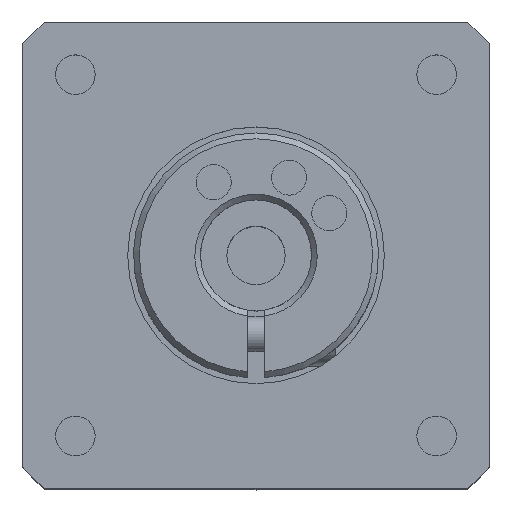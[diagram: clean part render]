
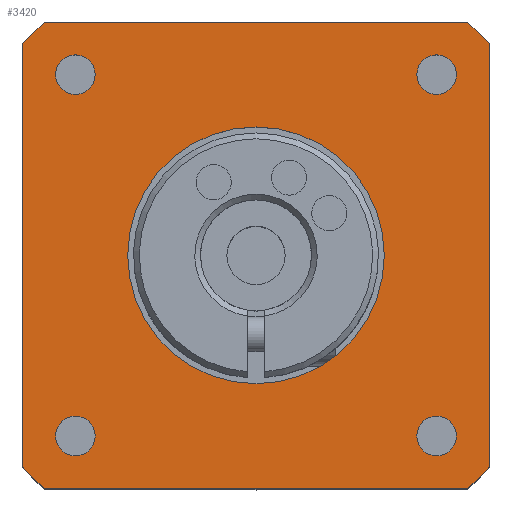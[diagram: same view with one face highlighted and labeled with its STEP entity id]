
A CAD part, top view. The second image highlights one B-rep face of the part: STEP entity #3420.
In plain terms, the highlighted planar face has unit normal (0, 0, 1).
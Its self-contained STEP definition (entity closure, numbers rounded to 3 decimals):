
#439=CARTESIAN_POINT('',(-13.786,15.486,27.5));
#440=VERTEX_POINT('',#439);
#441=CARTESIAN_POINT('',(-15.486,15.486,27.5));
#442=DIRECTION('',(0.0,0.0,-1.0));
#443=DIRECTION('',(1.0,0.0,0.0));
#444=AXIS2_PLACEMENT_3D('',#441,#442,#443);
#445=CIRCLE('',#444,1.7);
#446=EDGE_CURVE('',#440,#440,#445,.T.);
#456=CARTESIAN_POINT('',(11.0,0.0,27.5));
#457=VERTEX_POINT('',#456);
#458=CARTESIAN_POINT('',(0.0,0.0,27.5));
#459=DIRECTION('',(0.0,0.0,1.0));
#460=DIRECTION('',(1.0,0.0,0.0));
#461=AXIS2_PLACEMENT_3D('',#458,#459,#460);
#462=CIRCLE('',#461,11.0);
#463=EDGE_CURVE('',#457,#457,#462,.T.);
#495=CARTESIAN_POINT('',(-13.786,-15.486,27.5));
#496=VERTEX_POINT('',#495);
#497=CARTESIAN_POINT('',(-15.486,-15.486,27.5));
#498=DIRECTION('',(0.0,0.0,-1.0));
#499=DIRECTION('',(1.0,0.0,0.0));
#500=AXIS2_PLACEMENT_3D('',#497,#498,#499);
#501=CIRCLE('',#500,1.7);
#502=EDGE_CURVE('',#496,#496,#501,.T.);
#523=CARTESIAN_POINT('',(17.186,-15.486,27.5));
#524=VERTEX_POINT('',#523);
#525=CARTESIAN_POINT('',(15.486,-15.486,27.5));
#526=DIRECTION('',(0.0,0.0,-1.0));
#527=DIRECTION('',(1.0,0.0,0.0));
#528=AXIS2_PLACEMENT_3D('',#525,#526,#527);
#529=CIRCLE('',#528,1.7);
#530=EDGE_CURVE('',#524,#524,#529,.T.);
#551=CARTESIAN_POINT('',(17.186,15.486,27.5));
#552=VERTEX_POINT('',#551);
#553=CARTESIAN_POINT('',(15.486,15.486,27.5));
#554=DIRECTION('',(0.0,0.0,-1.0));
#555=DIRECTION('',(1.0,0.0,0.0));
#556=AXIS2_PLACEMENT_3D('',#553,#554,#555);
#557=CIRCLE('',#556,1.7);
#558=EDGE_CURVE('',#552,#552,#557,.T.);
#650=CARTESIAN_POINT('',(-20.0,-18.138,27.5));
#651=VERTEX_POINT('',#650);
#658=CARTESIAN_POINT('',(-20.0,18.138,27.5));
#659=VERTEX_POINT('',#658);
#660=CARTESIAN_POINT('',(-20.0,18.138,27.5));
#661=DIRECTION('',(0.0,-1.0,0.0));
#662=VECTOR('',#661,36.277);
#663=LINE('',#660,#662);
#664=EDGE_CURVE('',#659,#651,#663,.T.);
#690=CARTESIAN_POINT('',(-18.138,20.0,27.5));
#691=VERTEX_POINT('',#690);
#692=CARTESIAN_POINT('',(0.0,0.0,27.5));
#693=DIRECTION('',(0.0,0.0,1.0));
#694=DIRECTION('',(-0.672,0.741,0.0));
#695=AXIS2_PLACEMENT_3D('',#692,#693,#694);
#696=CIRCLE('',#695,27.);
#697=EDGE_CURVE('',#691,#659,#696,.T.);
#794=CARTESIAN_POINT('',(18.138,20.0,27.5));
#795=VERTEX_POINT('',#794);
#796=CARTESIAN_POINT('',(18.138,20.0,27.5));
#797=DIRECTION('',(-1.0,0.0,0.0));
#798=VECTOR('',#797,36.277);
#799=LINE('',#796,#798);
#800=EDGE_CURVE('',#795,#691,#799,.T.);
#826=CARTESIAN_POINT('',(20.0,18.138,27.5));
#827=VERTEX_POINT('',#826);
#828=CARTESIAN_POINT('',(0.0,0.0,27.5));
#829=DIRECTION('',(0.0,0.0,1.0));
#830=DIRECTION('',(0.741,0.672,0.0));
#831=AXIS2_PLACEMENT_3D('',#828,#829,#830);
#832=CIRCLE('',#831,27.);
#833=EDGE_CURVE('',#827,#795,#832,.T.);
#947=CARTESIAN_POINT('',(20.0,-18.138,27.5));
#948=VERTEX_POINT('',#947);
#949=CARTESIAN_POINT('',(20.0,-18.138,27.5));
#950=DIRECTION('',(0.0,1.0,0.0));
#951=VECTOR('',#950,36.277);
#952=LINE('',#949,#951);
#953=EDGE_CURVE('',#948,#827,#952,.T.);
#979=CARTESIAN_POINT('',(18.138,-20.0,27.5));
#980=VERTEX_POINT('',#979);
#981=CARTESIAN_POINT('',(0.0,0.0,27.5));
#982=DIRECTION('',(0.0,0.0,1.0));
#983=DIRECTION('',(0.672,-0.741,0.0));
#984=AXIS2_PLACEMENT_3D('',#981,#982,#983);
#985=CIRCLE('',#984,27.);
#986=EDGE_CURVE('',#980,#948,#985,.T.);
#1083=CARTESIAN_POINT('',(-18.138,-20.0,27.5));
#1084=VERTEX_POINT('',#1083);
#1085=CARTESIAN_POINT('',(-18.138,-20.0,27.5));
#1086=DIRECTION('',(1.0,0.0,0.0));
#1087=VECTOR('',#1086,36.277);
#1088=LINE('',#1085,#1087);
#1089=EDGE_CURVE('',#1084,#980,#1088,.T.);
#1113=CARTESIAN_POINT('',(0.0,0.0,27.5));
#1114=DIRECTION('',(0.0,0.0,1.0));
#1115=DIRECTION('',(-0.741,-0.672,0.0));
#1116=AXIS2_PLACEMENT_3D('',#1113,#1114,#1115);
#1117=CIRCLE('',#1116,27.);
#1118=EDGE_CURVE('',#651,#1084,#1117,.T.);
#3390=CARTESIAN_POINT('',(0.0,0.0,27.5));
#3391=DIRECTION('',(0.0,0.0,1.0));
#3392=DIRECTION('',(1.0,0.0,0.0));
#3393=AXIS2_PLACEMENT_3D('',#3390,#3391,#3392);
#3394=PLANE('',#3393);
#3395=ORIENTED_EDGE('',*,*,#1118,.T.);
#3396=ORIENTED_EDGE('',*,*,#1089,.T.);
#3397=ORIENTED_EDGE('',*,*,#986,.T.);
#3398=ORIENTED_EDGE('',*,*,#953,.T.);
#3399=ORIENTED_EDGE('',*,*,#833,.T.);
#3400=ORIENTED_EDGE('',*,*,#800,.T.);
#3401=ORIENTED_EDGE('',*,*,#697,.T.);
#3402=ORIENTED_EDGE('',*,*,#664,.T.);
#3403=EDGE_LOOP('',(#3395,#3396,#3397,#3398,#3399,#3400,#3401,#3402));
#3404=FACE_OUTER_BOUND('',#3403,.T.);
#3405=ORIENTED_EDGE('',*,*,#558,.T.);
#3406=EDGE_LOOP('',(#3405));
#3407=FACE_BOUND('',#3406,.T.);
#3408=ORIENTED_EDGE('',*,*,#530,.T.);
#3409=EDGE_LOOP('',(#3408));
#3410=FACE_BOUND('',#3409,.T.);
#3411=ORIENTED_EDGE('',*,*,#502,.T.);
#3412=EDGE_LOOP('',(#3411));
#3413=FACE_BOUND('',#3412,.T.);
#3414=ORIENTED_EDGE('',*,*,#463,.F.);
#3415=EDGE_LOOP('',(#3414));
#3416=FACE_BOUND('',#3415,.T.);
#3417=ORIENTED_EDGE('',*,*,#446,.T.);
#3418=EDGE_LOOP('',(#3417));
#3419=FACE_BOUND('',#3418,.T.);
#3420=ADVANCED_FACE('',(#3404,#3407,#3410,#3413,#3416,#3419),#3394,.T.);
